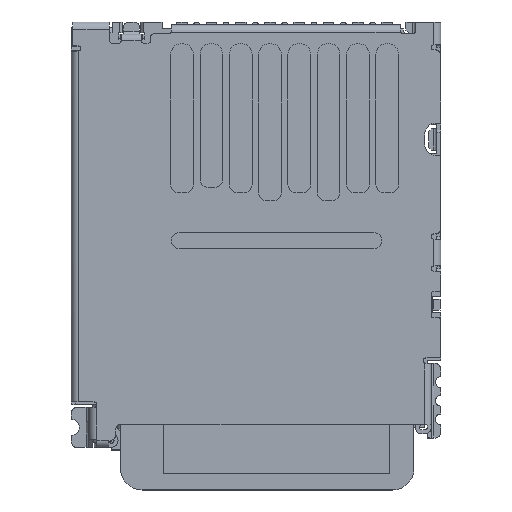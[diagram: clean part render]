
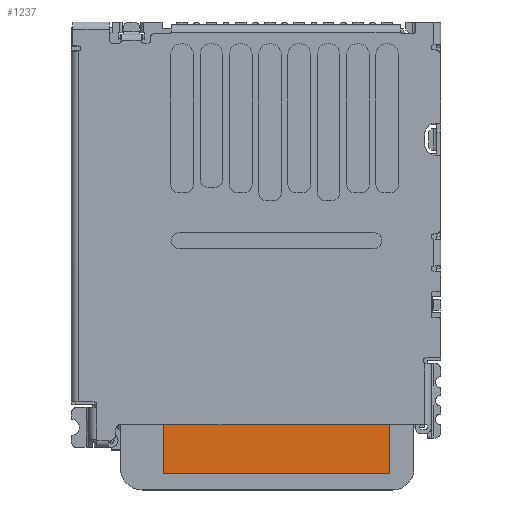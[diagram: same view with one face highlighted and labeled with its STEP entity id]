
A CAD part, top view. The second image highlights one B-rep face of the part: STEP entity #1237.
In plain terms, the highlighted planar face has unit normal (0, 0, 1).
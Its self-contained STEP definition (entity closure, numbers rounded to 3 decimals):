
#1237=ADVANCED_FACE('',(#3550),#3551,.T.);
#3550=FACE_OUTER_BOUND('',#6972,.T.);
#3551=PLANE('',#6973);
#6972=EDGE_LOOP('',(#10752,#10753,#10754,#10755));
#6973=AXIS2_PLACEMENT_3D('',#10756,#10757,#10758);
#10752=ORIENTED_EDGE('',*,*,#21131,.F.);
#10753=ORIENTED_EDGE('',*,*,#21128,.F.);
#10754=ORIENTED_EDGE('',*,*,#21140,.F.);
#10755=ORIENTED_EDGE('',*,*,#21136,.F.);
#10756=CARTESIAN_POINT('',(192.922,160.276,-0.28));
#10757=DIRECTION('',(-0.0,0.,1.0));
#10758=DIRECTION('',(1.0,0.0,0.0));
#21128=EDGE_CURVE('',#25443,#25445,#25446,.T.);
#21131=EDGE_CURVE('',#25445,#25449,#25450,.T.);
#21136=EDGE_CURVE('',#25449,#25455,#25456,.T.);
#21140=EDGE_CURVE('',#25455,#25443,#25460,.T.);
#25443=VERTEX_POINT('',#31788);
#25445=VERTEX_POINT('',#31791);
#25446=LINE('',#31792,#31793);
#25449=VERTEX_POINT('',#31797);
#25450=LINE('',#31798,#31799);
#25455=VERTEX_POINT('',#31805);
#25456=LINE('',#31806,#31807);
#25460=LINE('',#31812,#31813);
#31788=CARTESIAN_POINT('',(188.672,159.966,-0.28));
#31791=CARTESIAN_POINT('',(197.172,159.966,-0.28));
#31792=CARTESIAN_POINT('',(188.672,159.966,-0.28));
#31793=VECTOR('',#40710,10.0);
#31797=CARTESIAN_POINT('',(197.172,153.766,-0.28));
#31798=CARTESIAN_POINT('',(197.172,159.966,-0.28));
#31799=VECTOR('',#40712,10.0);
#31805=CARTESIAN_POINT('',(188.672,153.766,-0.28));
#31806=CARTESIAN_POINT('',(197.172,153.766,-0.28));
#31807=VECTOR('',#40714,10.0);
#31812=CARTESIAN_POINT('',(188.672,153.766,-0.28));
#31813=VECTOR('',#40716,10.0);
#40710=DIRECTION('',(1.0,0.0,0.0));
#40712=DIRECTION('',(-0.0,-1.0,0.));
#40714=DIRECTION('',(-1.0,0.0,0.0));
#40716=DIRECTION('',(0.0,1.0,0.));
